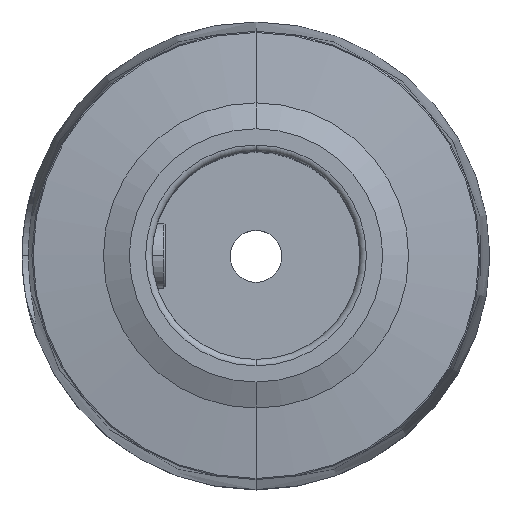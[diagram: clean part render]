
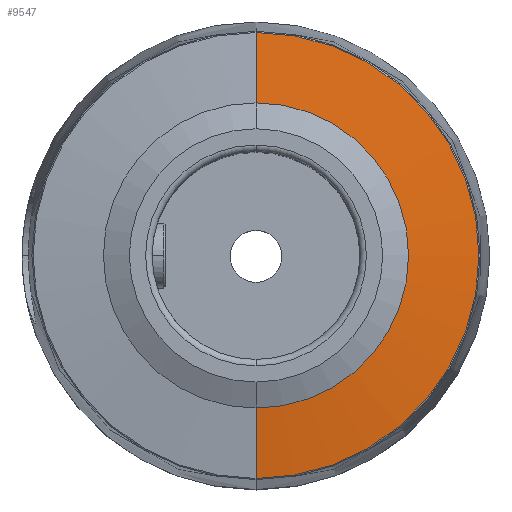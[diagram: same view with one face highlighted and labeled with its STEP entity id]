
A CAD part, top view. The second image highlights one B-rep face of the part: STEP entity #9547.
In plain terms, the highlighted conical face has half-angle 83 degrees and reference radius 28.917 mm.
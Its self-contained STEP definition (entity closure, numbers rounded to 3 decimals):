
#2805=CARTESIAN_POINT('',(0.,0.,106.972));
#2806=DIRECTION('',(0.,0.,-1.));
#2807=DIRECTION('',(0.,1.,0.));
#2808=AXIS2_PLACEMENT_3D('',#2805,#2806,#2807);
#2813=DIRECTION('',(0.,0.993,-0.122));
#2814=VECTOR('',#2813,10.915);
#2815=CARTESIAN_POINT('',(0.,23.5,108.302));
#2816=LINE('',#2815,#2814);
#2820=DIRECTION('',(0.,-0.993,-0.122));
#2821=VECTOR('',#2820,10.915);
#2822=CARTESIAN_POINT('',(0.,-23.5,108.302));
#2823=LINE('',#2822,#2821);
#2827=CARTESIAN_POINT('',(0.,0.,108.302));
#2828=DIRECTION('',(0.,0.,-1.));
#2829=DIRECTION('',(0.,1.,0.));
#2830=AXIS2_PLACEMENT_3D('',#2827,#2828,#2829);
#7683=CARTESIAN_POINT('',(0.,23.5,108.302));
#7685=VERTEX_POINT('',#7683);
#7686=CARTESIAN_POINT('',(0.,34.333,106.972));
#7687=VERTEX_POINT('',#7686);
#7691=CARTESIAN_POINT('',(0.,-23.5,108.302));
#7693=VERTEX_POINT('',#7691);
#7694=CARTESIAN_POINT('',(0.,-34.333,106.972));
#7695=VERTEX_POINT('',#7694);
#9533=CARTESIAN_POINT('',(0.,0.,107.637));
#9534=DIRECTION('',(0.,0.,-1.));
#9535=DIRECTION('',(0.,1.,0.));
#9536=AXIS2_PLACEMENT_3D('',#9533,#9534,#9535);
#9537=CONICAL_SURFACE('',#9536,28.917,83.);
#9539=ORIENTED_EDGE('',*,*,#9538,.T.);
#9540=ORIENTED_EDGE('',*,*,#9528,.T.);
#9542=ORIENTED_EDGE('',*,*,#9541,.F.);
#9544=ORIENTED_EDGE('',*,*,#9543,.F.);
#9545=EDGE_LOOP('',(#9539,#9540,#9542,#9544));
#9546=FACE_OUTER_BOUND('',#9545,.F.);
#2809=CIRCLE('',#2808,34.333);
#2831=CIRCLE('',#2830,23.5);
#9528=EDGE_CURVE('',#7687,#7695,#2809,.T.);
#9538=EDGE_CURVE('',#7685,#7687,#2816,.T.);
#9541=EDGE_CURVE('',#7693,#7695,#2823,.T.);
#9543=EDGE_CURVE('',#7685,#7693,#2831,.T.);
#9547=ADVANCED_FACE('',(#9546),#9537,.T.);
